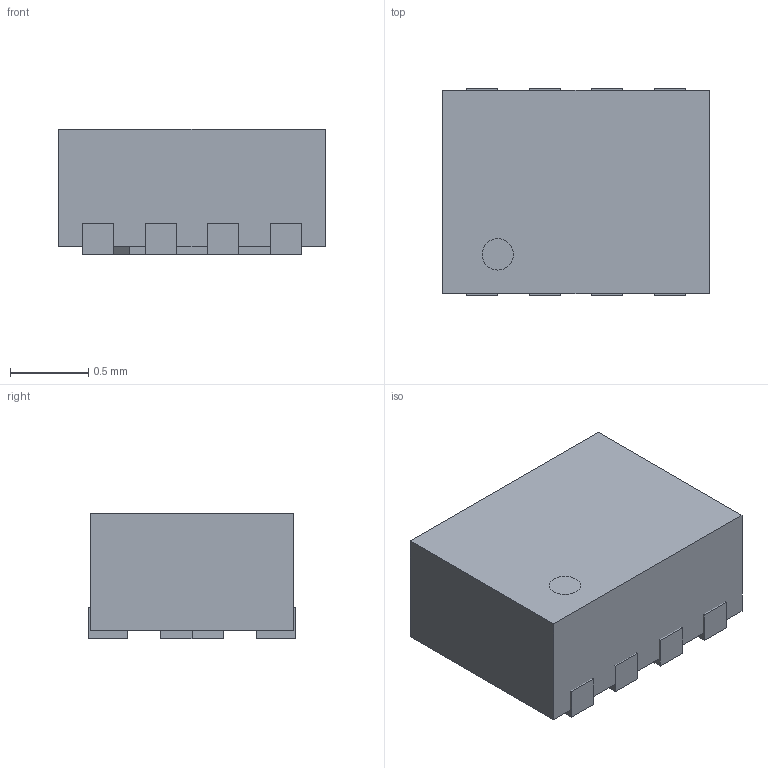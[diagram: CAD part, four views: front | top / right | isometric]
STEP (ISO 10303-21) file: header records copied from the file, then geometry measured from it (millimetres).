
FILE_DESCRIPTION (( 'STEP AP214' ), '1' );
FILE_NAME ('User Library-R-PWSON-N8.STEP', '2021-08-25T19:13:10', ( '' ), ( '' ), 'SwSTEP 2.0', 'SolidWorks 2021', '' );
FILE_SCHEMA (( 'AUTOMOTIVE_DESIGN' ));
Length unit declared in the file: millimetre
Products named in the file (5): User Library-R-PWSON-N8; Compound002; Pad001; Pad; Cylinder
Assembly tree (4 placements, depth 2):
  User Library-R-PWSON-N8
    Pad
    Cylinder
    Pad001
    Compound002
Bounding box: 1.7 x 1.32 x 0.8 mm (x, y, z)
Volume: 1.8 mm3; surface area: 12.8 mm2
Topology: 11 solids, 11 shells, 65 faces, 129 edges, 86 vertices
Faces by surface type: plane 63, cylinder 2
Entity records: 2623 total; most frequent: CARTESIAN_POINT 287, DIRECTION 277, ORIENTED_EDGE 258, EDGE_CURVE 129, VECTOR 125, LINE 125, VERTEX_POINT 86, UNCERTAINTY_MEASURE_WITH_UNIT 85
